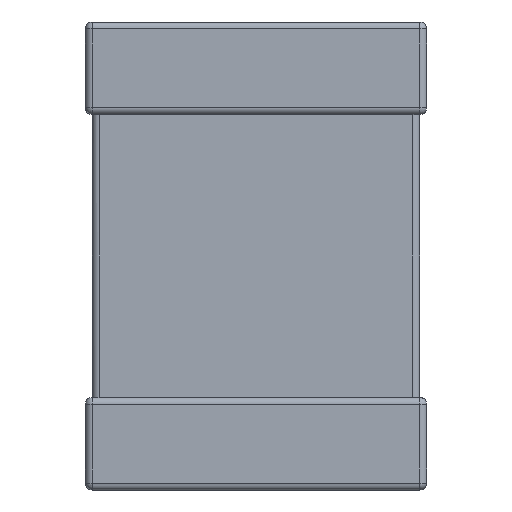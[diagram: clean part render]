
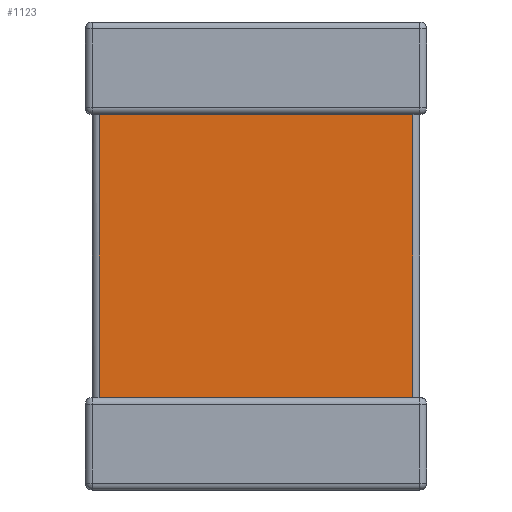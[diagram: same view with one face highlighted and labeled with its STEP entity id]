
A CAD part, left-side view. The second image highlights one B-rep face of the part: STEP entity #1123.
In plain terms, the highlighted planar face has unit normal (-1, 0, 0).
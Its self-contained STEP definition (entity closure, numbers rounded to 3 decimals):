
#542 = CARTESIAN_POINT ( 'NONE',  ( 0.07, 3.36, -0.95 ) ) ;
#706 = ORIENTED_EDGE ( 'NONE', *, *, #8760, .T. ) ;
#1082 = CARTESIAN_POINT ( 'NONE',  ( 0.07, 0., -3.85 ) ) ;
#1123 = ADVANCED_FACE ( 'NONE', ( #7090 ), #12436, .T. ) ;
#1134 = VERTEX_POINT ( 'NONE', #542 ) ;
#1415 = DIRECTION ( 'NONE',  ( -1., 0., 0. ) ) ;
#1542 = DIRECTION ( 'NONE',  ( 0., -1., 0. ) ) ;
#1561 = DIRECTION ( 'NONE',  ( 0., 0., -1. ) ) ;
#1574 = EDGE_LOOP ( 'NONE', ( #4712, #706, #4786, #2790 ) ) ;
#1942 = DIRECTION ( 'NONE',  ( 0., 0., 1. ) ) ;
#1960 = DIRECTION ( 'NONE',  ( 0., 1., 0. ) ) ;
#2176 = VECTOR ( 'NONE', #1960, 1000. ) ;
#2594 = CARTESIAN_POINT ( 'NONE',  ( 0.07, 0., -3.85 ) ) ;
#2790 = ORIENTED_EDGE ( 'NONE', *, *, #3176, .T. ) ;
#2896 = EDGE_CURVE ( 'NONE', #7304, #11619, #6039, .T. ) ;
#3176 = EDGE_CURVE ( 'NONE', #1134, #11619, #11904, .T. ) ;
#3197 = LINE ( 'NONE', #7285, #4086 ) ;
#4086 = VECTOR ( 'NONE', #1942, 1000. ) ;
#4177 = CARTESIAN_POINT ( 'NONE',  ( 0.07, 0.14, -0.95 ) ) ;
#4712 = ORIENTED_EDGE ( 'NONE', *, *, #2896, .F. ) ;
#4786 = ORIENTED_EDGE ( 'NONE', *, *, #5125, .T. ) ;
#5125 = EDGE_CURVE ( 'NONE', #8191, #1134, #10240, .T. ) ;
#5786 = VECTOR ( 'NONE', #6232, 1000. ) ;
#6039 = LINE ( 'NONE', #1082, #5786 ) ;
#6232 = DIRECTION ( 'NONE',  ( 0., 1., 0. ) ) ;
#6988 = VECTOR ( 'NONE', #1561, 1000. ) ;
#7090 = FACE_OUTER_BOUND ( 'NONE', #1574, .T. ) ;
#7285 = CARTESIAN_POINT ( 'NONE',  ( 0.07, 0.14, -3.85 ) ) ;
#7304 = VERTEX_POINT ( 'NONE', #10495 ) ;
#7968 = CARTESIAN_POINT ( 'NONE',  ( 0.07, 3.36, -3.85 ) ) ;
#8191 = VERTEX_POINT ( 'NONE', #4177 ) ;
#8760 = EDGE_CURVE ( 'NONE', #7304, #8191, #3197, .T. ) ;
#10240 = LINE ( 'NONE', #11109, #2176 ) ;
#10495 = CARTESIAN_POINT ( 'NONE',  ( 0.07, 0.14, -3.85 ) ) ;
#11109 = CARTESIAN_POINT ( 'NONE',  ( 0.07, 0., -0.95 ) ) ;
#11619 = VERTEX_POINT ( 'NONE', #12071 ) ;
#11904 = LINE ( 'NONE', #7968, #6988 ) ;
#11938 = AXIS2_PLACEMENT_3D ( 'NONE', #2594, #1415, #1542 ) ;
#12071 = CARTESIAN_POINT ( 'NONE',  ( 0.07, 3.36, -3.85 ) ) ;
#12436 = PLANE ( 'NONE',  #11938 ) ;
